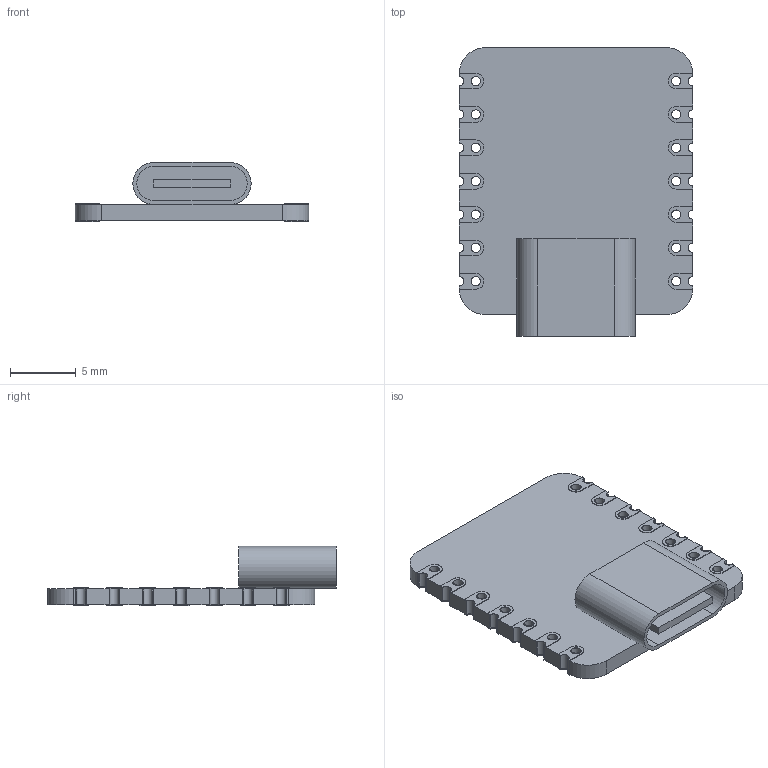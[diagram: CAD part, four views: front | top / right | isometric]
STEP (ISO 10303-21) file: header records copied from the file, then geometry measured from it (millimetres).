
FILE_DESCRIPTION(('FreeCAD Model'),'2;1');
FILE_NAME('Open CASCADE Shape Model','2025-10-15T00:08:58',(''),(''), 'Open CASCADE STEP processor 7.8','FreeCAD','Unknown');
FILE_SCHEMA(('AUTOMOTIVE_DESIGN { 1 0 10303 214 1 1 1 1 }'));
Length unit declared in the file: millimetre
Products named in the file (18): XIAO_Generic; Board; USB; Contact; Contact Clones; Body007; Body008; Body009; Body010; Body011; Body012; Body013; Body014; Body015; Body016; Body017; Body018; Body019
Assembly tree (17 placements, depth 3):
  XIAO_Generic
    Board
    USB
    Contact
    Contact Clones
      Body007
      Body008
      Body009
      Body010
      Body011
      Body012
      Body013
      Body014
      Body015
      Body016
      Body017
      Body018
      Body019
Bounding box: 17.78 x 21.97 x 4.51 mm (x, y, z)
Volume: 553.2 mm3; surface area: 1429.4 mm2
Topology: 16 solids, 16 shells, 292 faces, 788 edges, 530 vertices
Faces by surface type: plane 172, cylinder 120
Full cylindrical faces by diameter (mm): 0.7 x14, 0.8 x28
Entity records: 20368 total; most frequent: CARTESIAN_POINT 3782, DIRECTION 3130, LINE 1842, VECTOR 1842, ORIENTED_EDGE 1576, PCURVE 1576, DEFINITIONAL_REPRESENTATION 1576, EDGE_CURVE 788
